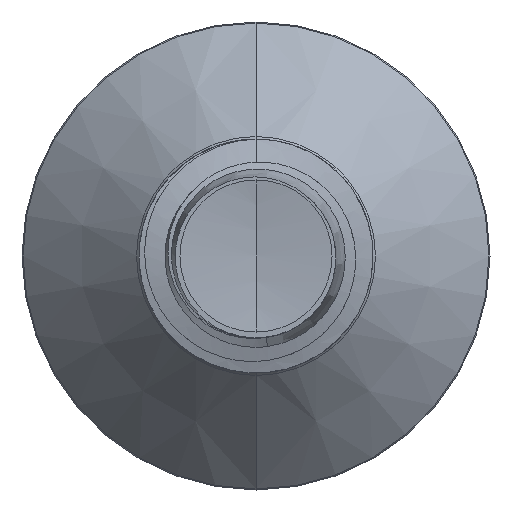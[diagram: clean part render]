
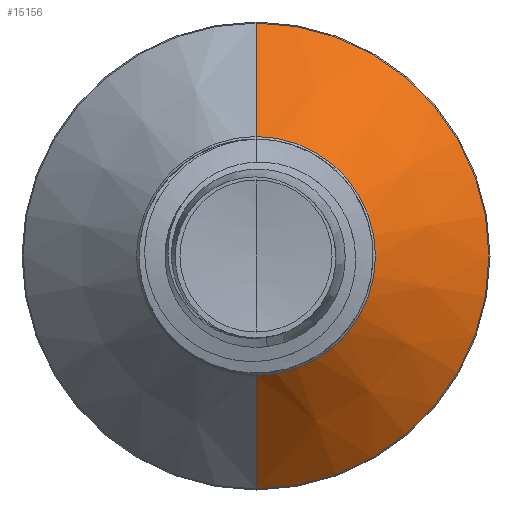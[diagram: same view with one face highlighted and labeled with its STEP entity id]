
A CAD part, front view. The second image highlights one B-rep face of the part: STEP entity #15156.
In plain terms, the highlighted conical face has half-angle 45 degrees and reference radius 2.042 mm.
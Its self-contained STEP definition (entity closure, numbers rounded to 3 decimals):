
#619 = DIRECTION ( 'NONE',  ( 0., 0.707, 0.707 ) ) ;
#1275 = CARTESIAN_POINT ( 'NONE',  ( 0., 9.282, 0. ) ) ;
#2028 = EDGE_LOOP ( 'NONE', ( #7994, #3157, #21705, #16980 ) ) ;
#2450 = VECTOR ( 'NONE', #13594, 1000. ) ;
#3095 = DIRECTION ( 'NONE',  ( 0., 0., 1. ) ) ;
#3157 = ORIENTED_EDGE ( 'NONE', *, *, #19900, .T. ) ;
#3537 = EDGE_CURVE ( 'NONE', #18456, #5295, #4119, .T. ) ;
#4119 = LINE ( 'NONE', #11502, #13168 ) ;
#4836 = CARTESIAN_POINT ( 'NONE',  ( 0., 7.342, 0. ) ) ;
#5295 = VERTEX_POINT ( 'NONE', #14970 ) ;
#5383 = CONICAL_SURFACE ( 'NONE', #16442, 2.042, 0.785 ) ;
#6502 = CARTESIAN_POINT ( 'NONE',  ( 0., 7.342, 0. ) ) ;
#6517 = FACE_OUTER_BOUND ( 'NONE', #2028, .T. ) ;
#6683 = DIRECTION ( 'NONE',  ( 0., 0., 1. ) ) ;
#7088 = CIRCLE ( 'NONE', #14053, 3.982 ) ;
#7994 = ORIENTED_EDGE ( 'NONE', *, *, #11870, .T. ) ;
#9156 = CARTESIAN_POINT ( 'NONE',  ( 0., 7.342, 2.042 ) ) ;
#10042 = DIRECTION ( 'NONE',  ( 0., 1., 0. ) ) ;
#11502 = CARTESIAN_POINT ( 'NONE',  ( 0., 7.342, 2.042 ) ) ;
#11870 = EDGE_CURVE ( 'NONE', #18456, #13673, #18419, .T. ) ;
#13168 = VECTOR ( 'NONE', #619, 1000. ) ;
#13594 = DIRECTION ( 'NONE',  ( 0., 0.707, -0.707 ) ) ;
#13673 = VERTEX_POINT ( 'NONE', #14372 ) ;
#13944 = DIRECTION ( 'NONE',  ( 0., 1., 0. ) ) ;
#14053 = AXIS2_PLACEMENT_3D ( 'NONE', #1275, #13944, #3095 ) ;
#14372 = CARTESIAN_POINT ( 'NONE',  ( 0., 7.342, -2.042 ) ) ;
#14846 = EDGE_CURVE ( 'NONE', #5295, #22315, #7088, .T. ) ;
#14970 = CARTESIAN_POINT ( 'NONE',  ( 0., 9.282, 3.982 ) ) ;
#15156 = ADVANCED_FACE ( 'NONE', ( #6517 ), #5383, .T. ) ;
#16442 = AXIS2_PLACEMENT_3D ( 'NONE', #6502, #10042, #19068 ) ;
#16775 = AXIS2_PLACEMENT_3D ( 'NONE', #4836, #17436, #6683 ) ;
#16980 = ORIENTED_EDGE ( 'NONE', *, *, #3537, .F. ) ;
#17194 = CARTESIAN_POINT ( 'NONE',  ( 0., 7.342, -2.042 ) ) ;
#17436 = DIRECTION ( 'NONE',  ( 0., 1., 0. ) ) ;
#18419 = CIRCLE ( 'NONE', #16775, 2.042 ) ;
#18456 = VERTEX_POINT ( 'NONE', #9156 ) ;
#19068 = DIRECTION ( 'NONE',  ( 0., 0., 1. ) ) ;
#19900 = EDGE_CURVE ( 'NONE', #13673, #22315, #21600, .T. ) ;
#21526 = CARTESIAN_POINT ( 'NONE',  ( 0., 9.282, -3.982 ) ) ;
#21600 = LINE ( 'NONE', #17194, #2450 ) ;
#21705 = ORIENTED_EDGE ( 'NONE', *, *, #14846, .F. ) ;
#22315 = VERTEX_POINT ( 'NONE', #21526 ) ;
